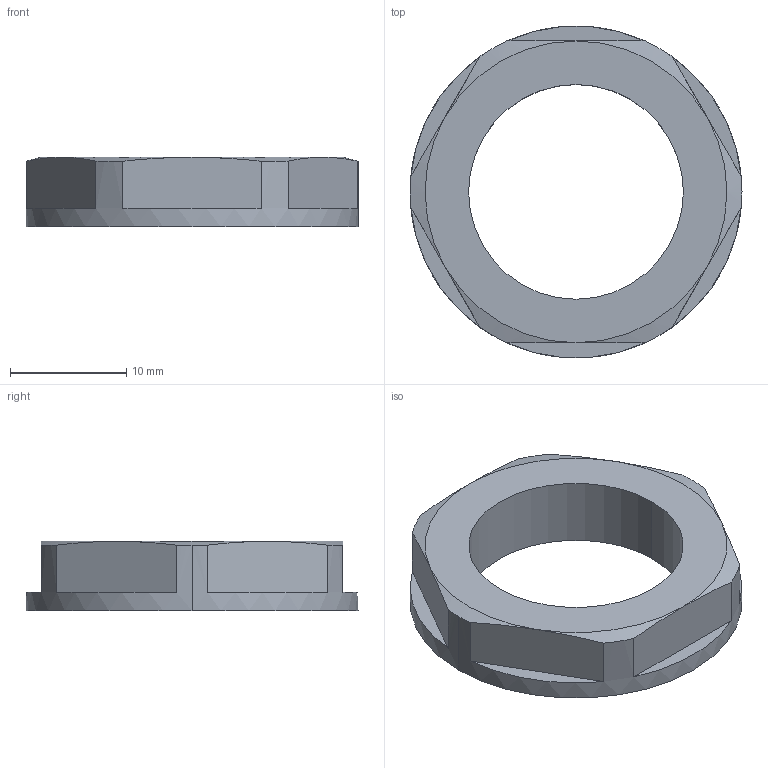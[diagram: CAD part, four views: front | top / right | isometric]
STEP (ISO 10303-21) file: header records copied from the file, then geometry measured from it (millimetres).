
FILE_DESCRIPTION (( 'STEP AP203' ), '1' );
FILE_NAME ('BML-12.step', '2016-02-11T13:26:34', ( '' ), ( '' ), 'SwSTEP 2.0', 'SolidWorks 2015', '' );
FILE_SCHEMA (( 'CONFIG_CONTROL_DESIGN' ));
Length unit declared in the file: millimetre
Products named in the file (1): BML-12
Bounding box: 28.6 x 28.6 x 6 mm (x, y, z)
Volume: 1958.3 mm3; surface area: 1617 mm2
Topology: 1 solids, 1 shells, 33 faces, 78 edges, 50 vertices
Faces by surface type: plane 17, cylinder 10, cone 6
Entity records: 1059 total; most frequent: CARTESIAN_POINT 202, DIRECTION 172, ORIENTED_EDGE 156, EDGE_CURVE 78, AXIS2_PLACEMENT_3D 72, VERTEX_POINT 50, CIRCLE 38, EDGE_LOOP 38
